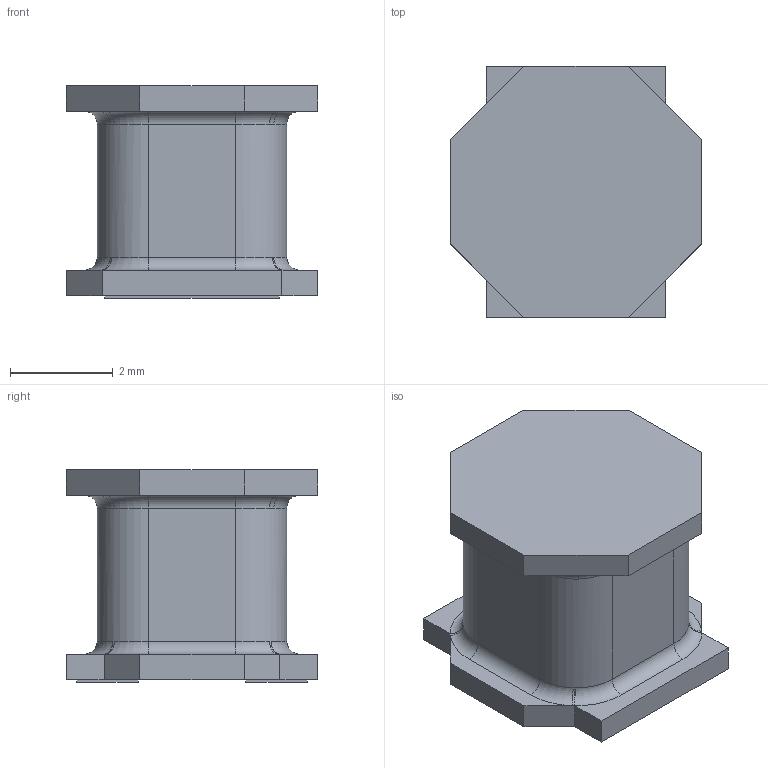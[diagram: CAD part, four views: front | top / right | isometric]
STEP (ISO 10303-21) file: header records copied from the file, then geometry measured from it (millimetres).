
FILE_DESCRIPTION(('FreeCAD Model'),'2;1');
FILE_NAME('TY_NR5040.step', '2020-08-08T14:53:19',('Author'),(''), 'Open CASCADE STEP processor 7.3','FreeCAD','Unknown');
FILE_SCHEMA(('AUTOMOTIVE_DESIGN { 1 0 10303 214 1 1 1 1 }'));
Length unit declared in the file: millimetre
Products named in the file (1): Pad003
Bounding box: 4.9 x 4.9 x 4.15 mm (x, y, z)
Volume: 61 mm3; surface area: 111.9 mm2
Topology: 1 solids, 1 shells, 84 faces, 204 edges, 124 vertices
Faces by surface type: plane 44, torus 16, bspline 12, cylinder 12
Entity records: 3101 total; most frequent: CARTESIAN_POINT 641, ORIENTED_EDGE 408, DIRECTION 370, EDGE_CURVE 204, AXIS2_PLACEMENT_3D 129, VERTEX_POINT 124, LINE 112, VECTOR 112
